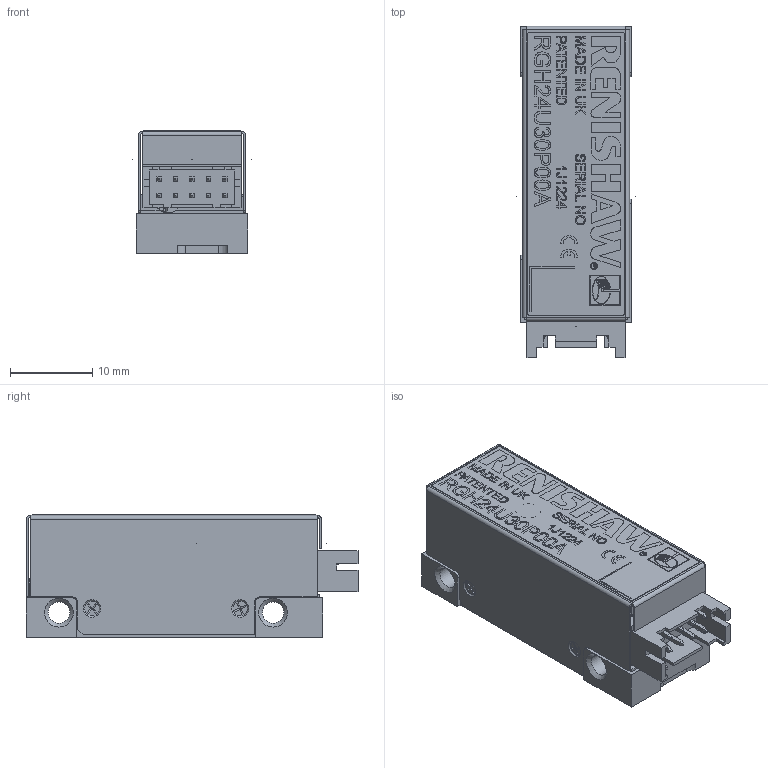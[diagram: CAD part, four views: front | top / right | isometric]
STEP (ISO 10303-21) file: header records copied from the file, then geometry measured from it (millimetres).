
FILE_DESCRIPTION(/* description */ (''),/* implementation_level */ '2;1');
FILE_NAME(/* name */ 'A_9541_0301_01_B.stp',/* time_stamp */ '2013-11-21T08:26:59+00:00',/* author */ (''),/* organization */ (''),/* preprocessor_version */ 'ST-DEVELOPER v11',/* originating_system */ 'SIEMENS PLM Software NX 7.5',/* authorisation */ '');
FILE_SCHEMA (('AUTOMOTIVE_DESIGN { 1 0 10303 214 1 1 1 1 }'));
Products named in the file (18): P-PA01-0012_A; M-9531-0004-02_B; A-9541-0500-11_D; P-AD99-0017_A; M-9541-0154-03_B; CE LOGO 2MM_A; P-SX02-0017_A; P-CN10-0010_B; M-9541-0008-03_C; A-9541-0560-08_C; P-SC70-4103_A; M-9541-0155-01_B_SOLID; M-9531-0430-01_A; M-9531-0095-02_D; A-9531-2090-01_B_SOLID; A-9541-0521-13_A_BOARD POPULATED; A-9541-0250-02_B_JST; A-9541-0301-01_B
Assembly tree (19 placements, depth 5):
  A-9541-0301-01_B
    A-9541-0250-02_B_JST
      A-9541-0521-13_A_BOARD POPULATED
        A-9541-0500-11_D
        A-9531-2090-01_B_SOLID
          M-9531-0004-02_B
      M-9531-0095-02_D
        M-9531-0430-01_A
          P-PA01-0012_A
    P-SC70-4103_A  x3
    A-9541-0560-08_C
    M-9541-0008-03_C
    P-CN10-0010_B
    M-9541-0155-01_B_SOLID
      CE LOGO 2MM_A
      M-9541-0154-03_B
      P-AD99-0017_A
    P-SX02-0017_A
Bounding box: 14.4 x 40.3 x 14.89 mm (x, y, z)
Volume: 3144 mm3; surface area: 10690.1 mm2
Topology: 520 solids, 520 shells, 7154 faces, 17497 edges, 11552 vertices
Faces by surface type: plane 5396, cylinder 1443, extrusion 256, cone 28, sphere 21, torus 10
Full cylindrical faces by diameter (mm): 0.1 x4, 0.3 x4, 0.5 x1, 0.55 x14, 0.6 x47, 0.7 x23, 0.8 x2, 0.815 x1, 0.9 x3, 1 x45, 1.05 x3, 1.1 x6, 1.24 x3, 1.35 x30, 1.4 x3, 1.805 x1, 2.055 x2, 2.6 x2, 3 x2
Entity records: 222247 total; most frequent: CARTESIAN_POINT 38089, ORIENTED_EDGE 34202, DIRECTION 33438, EDGE_CURVE 17101, VECTOR 13940, LINE 13684, VERTEX_POINT 11445, AXIS2_PLACEMENT_3D 9749
